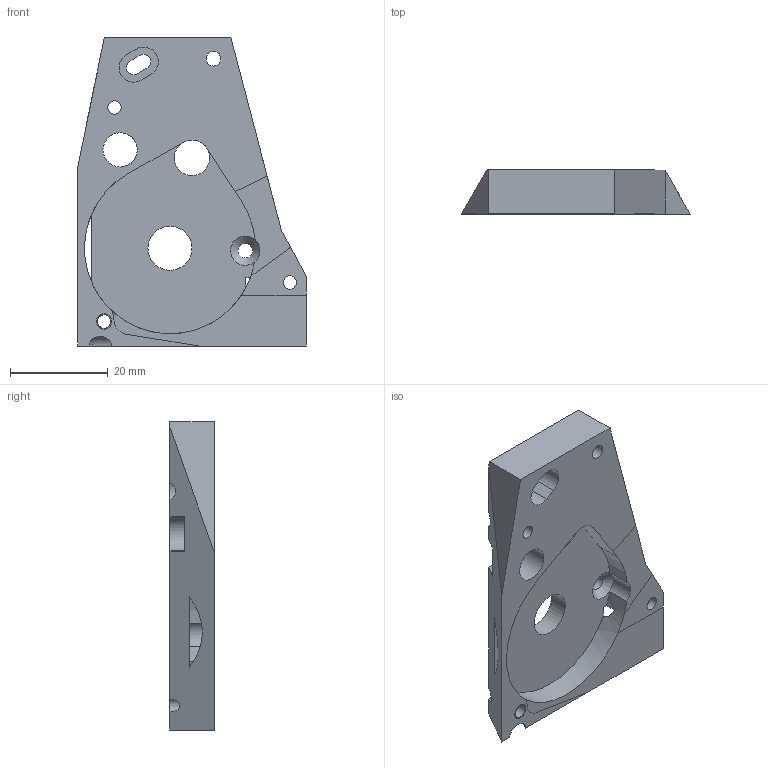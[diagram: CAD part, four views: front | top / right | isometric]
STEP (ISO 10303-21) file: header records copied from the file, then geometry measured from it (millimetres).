
FILE_DESCRIPTION(('FreeCAD Model'),'2;1');
FILE_NAME('Open CASCADE Shape Model','2023-11-06T00:24:02',(''),(''), 'Open CASCADE STEP processor 7.6','FreeCAD','Unknown');
FILE_SCHEMA(('AUTOMOTIVE_DESIGN { 1 0 10303 214 1 1 1 1 }'));
Length unit declared in the file: millimetre
Products named in the file (1): Slice.0
Bounding box: 46.77 x 9 x 63 mm (x, y, z)
Volume: 13152.7 mm3; surface area: 7681.6 mm2
Topology: 1 solids, 1 shells, 63 faces, 195 edges, 129 vertices
Faces by surface type: plane 34, cylinder 24, cone 4, torus 1
Full cylindrical faces by diameter (mm): 2.75 x3, 3 x3, 6 x2, 7 x1, 7.25 x1, 9 x1, 16 x1
Entity records: 2309 total; most frequent: CARTESIAN_POINT 429, DIRECTION 399, ORIENTED_EDGE 390, EDGE_CURVE 195, AXIS2_PLACEMENT_3D 143, VERTEX_POINT 129, LINE 113, VECTOR 113
